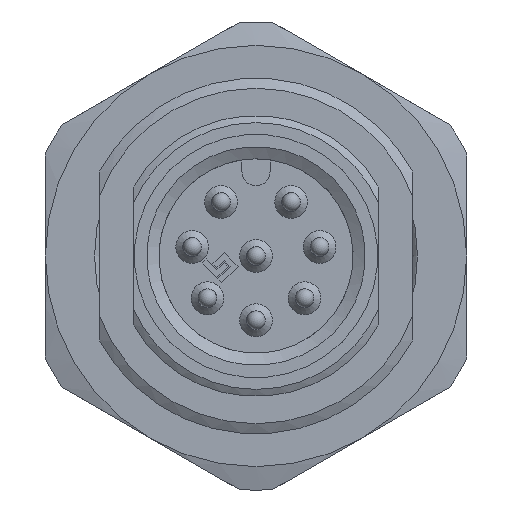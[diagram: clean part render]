
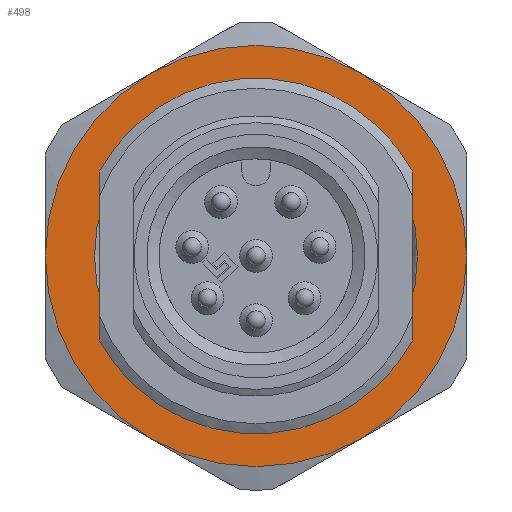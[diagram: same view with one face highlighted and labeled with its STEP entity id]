
A CAD part, left-side view. The second image highlights one B-rep face of the part: STEP entity #498.
In plain terms, the highlighted planar face has unit normal (-1, 0, 0).
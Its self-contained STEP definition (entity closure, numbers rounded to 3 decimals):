
#225=PLANE('',#2842);
#303=FACE_BOUND('',#842,.T.);
#304=FACE_BOUND('',#843,.T.);
#498=ADVANCED_FACE('',(#303,#304),#225,.T.);
#842=EDGE_LOOP('',(#1322));
#843=EDGE_LOOP('',(#1323,#1324,#1325,#1326,#1327,#1328));
#1141=CIRCLE('',#2835,6.9);
#1142=CIRCLE('',#2836,9.);
#1143=CIRCLE('',#2837,9.);
#1144=CIRCLE('',#2838,9.);
#1145=CIRCLE('',#2839,9.);
#1146=CIRCLE('',#2840,9.);
#1147=CIRCLE('',#2841,9.);
#1322=ORIENTED_EDGE('',*,*,#2252,.T.);
#1323=ORIENTED_EDGE('',*,*,#2253,.T.);
#1324=ORIENTED_EDGE('',*,*,#2254,.T.);
#1325=ORIENTED_EDGE('',*,*,#2255,.T.);
#1326=ORIENTED_EDGE('',*,*,#2256,.T.);
#1327=ORIENTED_EDGE('',*,*,#2257,.T.);
#1328=ORIENTED_EDGE('',*,*,#2258,.T.);
#1992=VERTEX_POINT('',#4096);
#1993=VERTEX_POINT('',#4098);
#1994=VERTEX_POINT('',#4099);
#1995=VERTEX_POINT('',#4101);
#1996=VERTEX_POINT('',#4103);
#1997=VERTEX_POINT('',#4105);
#1998=VERTEX_POINT('',#4107);
#2252=EDGE_CURVE('',#1992,#1992,#1141,.T.);
#2253=EDGE_CURVE('',#1993,#1994,#1142,.T.);
#2254=EDGE_CURVE('',#1994,#1995,#1143,.T.);
#2255=EDGE_CURVE('',#1995,#1996,#1144,.T.);
#2256=EDGE_CURVE('',#1996,#1997,#1145,.T.);
#2257=EDGE_CURVE('',#1997,#1998,#1146,.T.);
#2258=EDGE_CURVE('',#1998,#1993,#1147,.T.);
#2835=AXIS2_PLACEMENT_3D('',#4095,#3235,#3236);
#2836=AXIS2_PLACEMENT_3D('',#4097,#3237,#3238);
#2837=AXIS2_PLACEMENT_3D('',#4100,#3239,#3240);
#2838=AXIS2_PLACEMENT_3D('',#4102,#3241,#3242);
#2839=AXIS2_PLACEMENT_3D('',#4104,#3243,#3244);
#2840=AXIS2_PLACEMENT_3D('',#4106,#3245,#3246);
#2841=AXIS2_PLACEMENT_3D('',#4108,#3247,#3248);
#2842=AXIS2_PLACEMENT_3D('',#4109,#3249,#3250);
#3235=DIRECTION('',(1.,0.,0.));
#3236=DIRECTION('',(0.,0.,-1.));
#3237=DIRECTION('',(-1.,0.,0.));
#3238=DIRECTION('',(0.,0.,1.));
#3239=DIRECTION('',(-1.,0.,0.));
#3240=DIRECTION('',(0.,0.,1.));
#3241=DIRECTION('',(-1.,0.,0.));
#3242=DIRECTION('',(0.,0.,1.));
#3243=DIRECTION('',(-1.,0.,0.));
#3244=DIRECTION('',(0.,0.,1.));
#3245=DIRECTION('',(-1.,0.,0.));
#3246=DIRECTION('',(0.,0.,1.));
#3247=DIRECTION('',(-1.,0.,0.));
#3248=DIRECTION('',(0.,0.,1.));
#3249=DIRECTION('',(-1.,0.,0.));
#3250=DIRECTION('',(0.,0.,1.));
#4095=CARTESIAN_POINT('',(11.2,0.,0.));
#4096=CARTESIAN_POINT('',(11.2,0.,-6.9));
#4097=CARTESIAN_POINT('',(11.2,0.,0.));
#4098=CARTESIAN_POINT('',(11.2,-9.,0.));
#4099=CARTESIAN_POINT('',(11.2,-4.5,7.794));
#4100=CARTESIAN_POINT('',(11.2,0.,0.));
#4101=CARTESIAN_POINT('',(11.2,4.5,7.794));
#4102=CARTESIAN_POINT('',(11.2,0.,0.));
#4103=CARTESIAN_POINT('',(11.2,9.,0.));
#4104=CARTESIAN_POINT('',(11.2,0.,0.));
#4105=CARTESIAN_POINT('',(11.2,4.5,-7.794));
#4106=CARTESIAN_POINT('',(11.2,0.,0.));
#4107=CARTESIAN_POINT('',(11.2,-4.5,-7.794));
#4108=CARTESIAN_POINT('',(11.2,0.,0.));
#4109=CARTESIAN_POINT('',(11.2,0.,0.));
